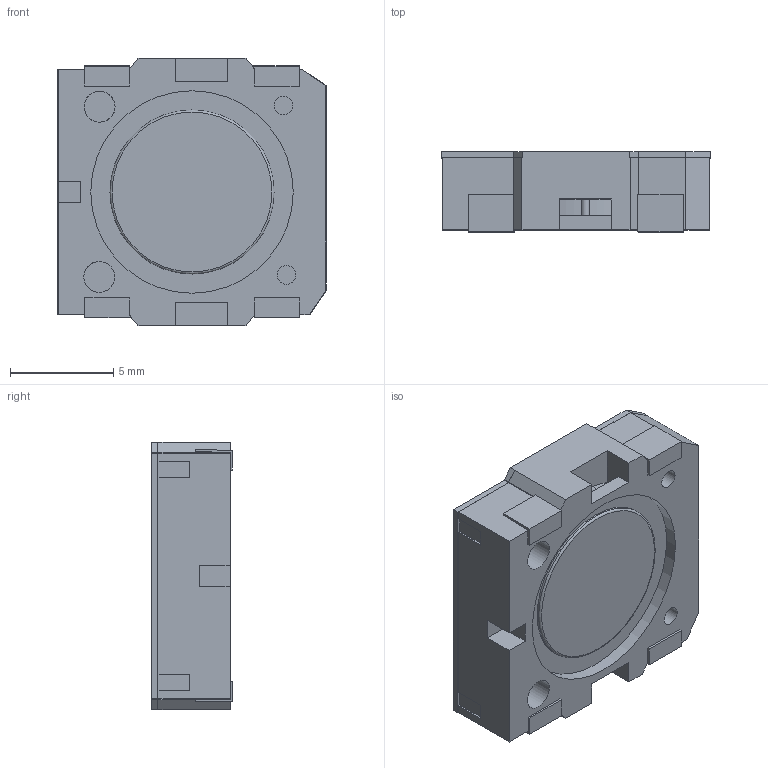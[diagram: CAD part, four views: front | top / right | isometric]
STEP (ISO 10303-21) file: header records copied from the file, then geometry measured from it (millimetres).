
FILE_DESCRIPTION(/* description */ (''),/* implementation_level */ '2;1');
FILE_NAME(/* name */ 'SMS-1308MS-2-R.ipt.step',/* time_stamp */ '2024-02-07T22:38:47-05:00',/* author */ (''),/* organization */ (''),/* preprocessor_version */ 'ST-DEVELOPER v20',/* originating_system */ 'Autodesk Inventor 2024',/* authorisation */ '');
FILE_SCHEMA (('AUTOMOTIVE_DESIGN { 1 0 10303 214 3 1 1 }'));
Length unit declared in the file: millimetre
Products named in the file (1): 1313
Bounding box: 13.05 x 3.9 x 13 mm (x, y, z)
Volume: 478.6 mm3; surface area: 839 mm2
Topology: 1 solids, 1 shells, 135 faces, 372 edges, 238 vertices
Faces by surface type: plane 115, cylinder 19, torus 1
Full cylindrical faces by diameter (mm): 0.9 x2, 1.5 x2, 5.4 x1, 7.96 x1, 9.82 x1
Entity records: 4285 total; most frequent: CARTESIAN_POINT 746, ORIENTED_EDGE 744, DIRECTION 688, EDGE_CURVE 372, LINE 328, VECTOR 328, VERTEX_POINT 238, AXIS2_PLACEMENT_3D 180
